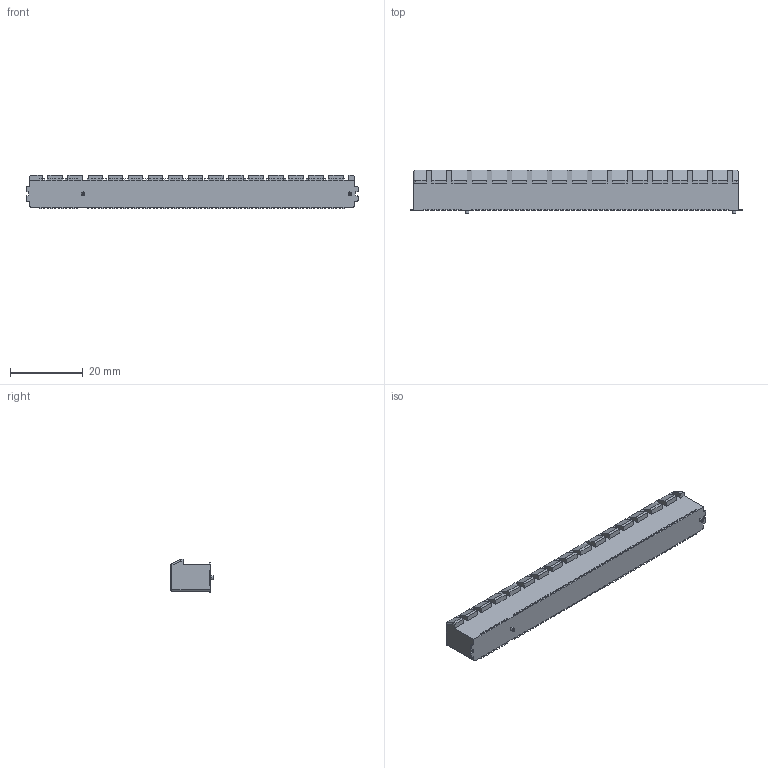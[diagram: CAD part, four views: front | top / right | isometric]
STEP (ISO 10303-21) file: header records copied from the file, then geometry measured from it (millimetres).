
FILE_DESCRIPTION((''),'2;1');
FILE_NAME('PRT0001','2019-09-12T',('cheongm'),('AFCI'),'CREO PARAMETRIC BY PTC INC, 2016130','CREO PARAMETRIC BY PTC INC, 2016130','');
FILE_SCHEMA(('CONFIG_CONTROL_DESIGN'));
Products named in the file (1): PRT0001
Bounding box: 91 x 12 x 9.2 mm (x, y, z)
Volume: 6333.1 mm3; surface area: 5303.7 mm2
Topology: 1 solids, 1 shells, 1858 faces, 6155 edges, 4304 vertices
Faces by surface type: plane 1499, cylinder 353, cone 4, sphere 2
Entity records: 68651 total; most frequent: CARTESIAN_POINT 12353, ORIENTED_EDGE 12306, DIRECTION 11228, EDGE_CURVE 6153, VECTOR 4784, LINE 4784, VERTEX_POINT 4304, AXIS2_PLACEMENT_3D 3222
